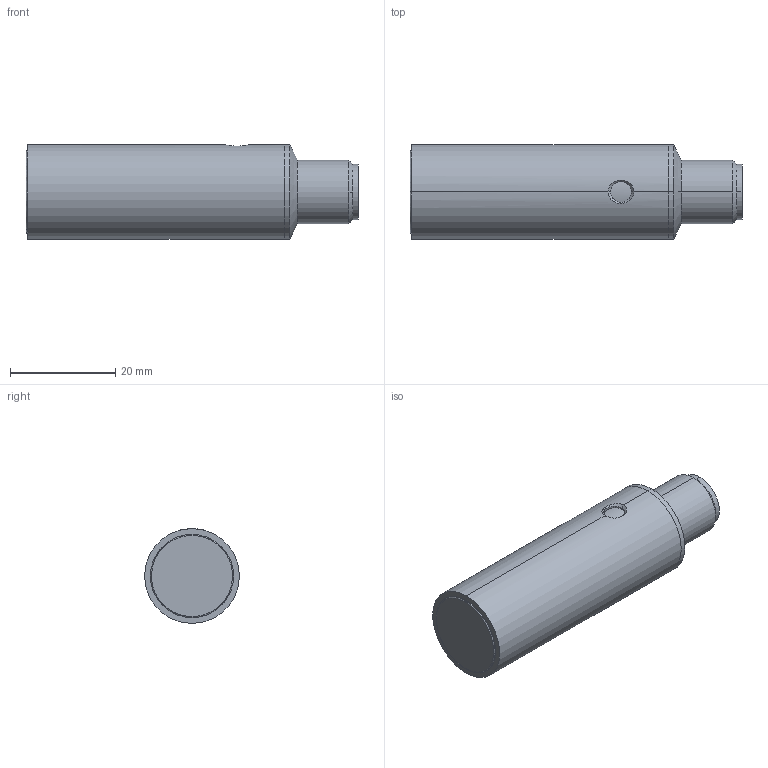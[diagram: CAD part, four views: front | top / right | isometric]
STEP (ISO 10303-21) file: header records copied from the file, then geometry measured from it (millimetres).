
FILE_DESCRIPTION (( 'STEP AP214' ), '1' );
FILE_NAME ('PKW-0N-1H.step', '2018-04-12T20:35:03', ( '' ), ( '' ), 'SwSTEP 2.0', 'SolidWorks 2017', '' );
FILE_SCHEMA (( 'AUTOMOTIVE_DESIGN' ));
Length unit declared in the file: inch
Products named in the file (1): PKW-0N-1H
Bounding box: 63.1 x 18 x 18 mm (x, y, z)
Volume: 8654.7 mm3; surface area: 7964.1 mm2
Topology: 4 solids, 4 shells, 63 faces, 143 edges, 88 vertices
Faces by surface type: cylinder 35, plane 12, bspline 10, cone 6
Entity records: 2857 total; most frequent: CARTESIAN_POINT 557, DIRECTION 325, ORIENTED_EDGE 270, AXIS2_PLACEMENT_3D 142, EDGE_CURVE 135, VERTEX_POINT 88, CIRCLE 88, EDGE_LOOP 71
